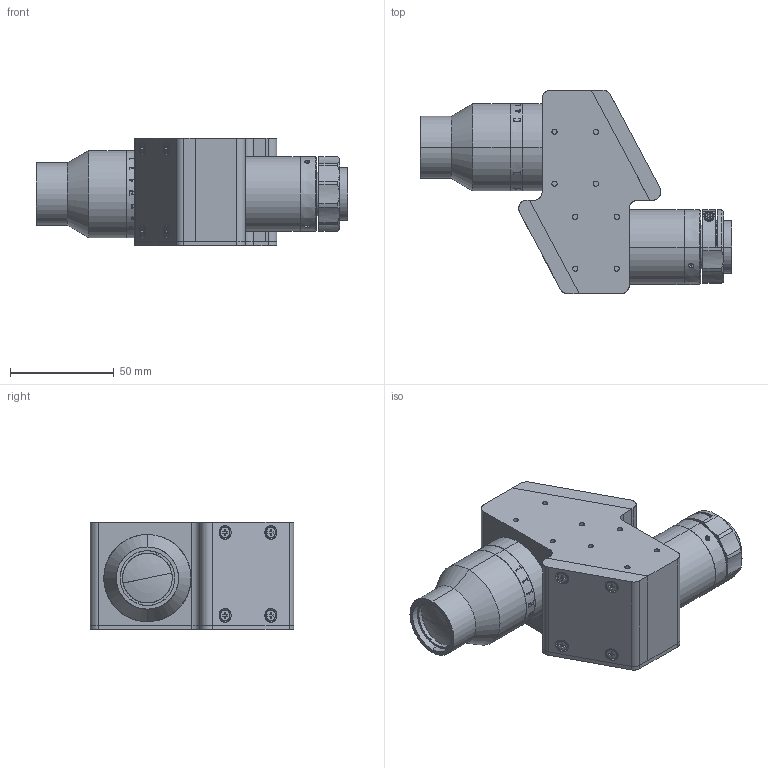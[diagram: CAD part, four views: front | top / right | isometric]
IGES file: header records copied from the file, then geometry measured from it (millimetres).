
Start section: SolidWorks IGES file using analytic representation for surfaces
Global section: file name: XF-NH09X197.IGS; native system: SolidWorks 2014; preprocessor: SolidWorks 2014; author: lawlynn; date: 190925.132930; units: millimetre
Bounding box: 150.26 x 98 x 52 mm (x, y, z)
Surface area: 43829.8 mm2 (no closed solid volume)
Topology: 0 solids, 0 shells, 445 faces, 7772 edges, 7769 vertices
Faces by surface type: revolution 224, bspline 221
